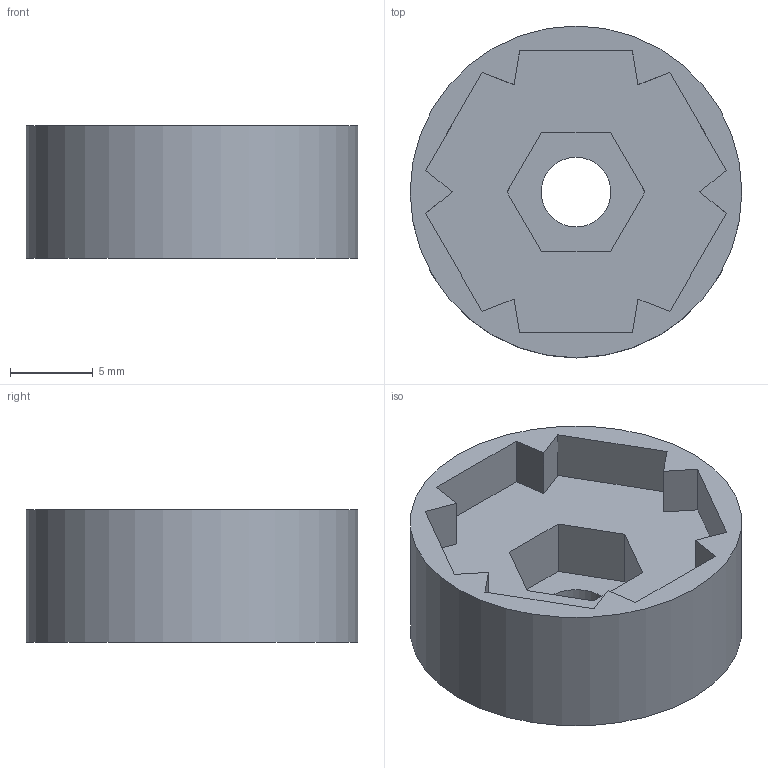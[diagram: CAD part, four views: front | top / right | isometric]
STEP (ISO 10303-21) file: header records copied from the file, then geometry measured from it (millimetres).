
FILE_DESCRIPTION(/* description */ (''),/* implementation_level */ '2;1');
FILE_NAME(/* name */ 'Axe 5 v2 v8.stp',/* time_stamp */ '2020-12-11T16:28:53+01:00',/* author */ (''),/* organization */ (''),/* preprocessor_version */ 'ST-DEVELOPER v18.1',/* originating_system */ 'Autodesk Translation Framework v9.7.1.1290',/* authorisation */ '');
FILE_SCHEMA (('AUTOMOTIVE_DESIGN { 1 0 10303 214 3 1 1 }'));
Length unit declared in the file: millimetre
Products named in the file (1): Axe 5 (v2)
Bounding box: 20 x 20 x 8 mm (x, y, z)
Volume: 1639.6 mm3; surface area: 1407.4 mm2
Topology: 1 solids, 1 shells, 30 faces, 78 edges, 52 vertices
Faces by surface type: plane 28, cylinder 2
Full cylindrical faces by diameter (mm): 4.2 x1, 20 x1
Entity records: 950 total; most frequent: CARTESIAN_POINT 161, ORIENTED_EDGE 156, DIRECTION 144, EDGE_CURVE 78, LINE 74, VECTOR 74, VERTEX_POINT 52, AXIS2_PLACEMENT_3D 35
